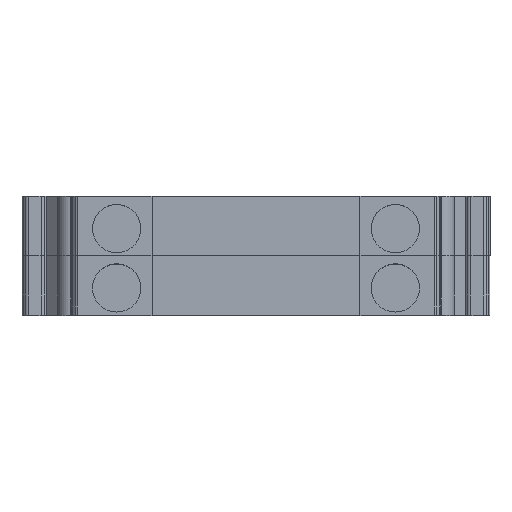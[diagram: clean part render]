
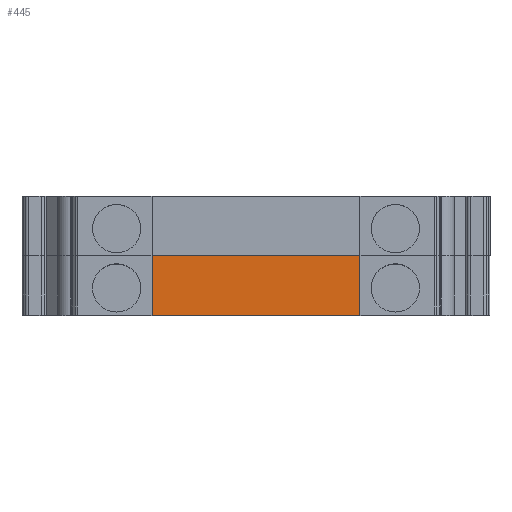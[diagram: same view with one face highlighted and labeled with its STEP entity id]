
A CAD part, top view. The second image highlights one B-rep face of the part: STEP entity #445.
In plain terms, the highlighted planar face has unit normal (0, 0, 1).
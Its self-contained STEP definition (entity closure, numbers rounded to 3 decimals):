
#445 = ADVANCED_FACE( '', ( #969 ), #970, .F. );
#969 = FACE_OUTER_BOUND( '', #1573, .T. );
#970 = PLANE( '', #1574 );
#1573 = EDGE_LOOP( '', ( #2885, #2886, #2887, #2888 ) );
#1574 = AXIS2_PLACEMENT_3D( '', #2889, #2890, #2891 );
#2885 = ORIENTED_EDGE( '', *, *, #4267, .T. );
#2886 = ORIENTED_EDGE( '', *, *, #4268, .F. );
#2887 = ORIENTED_EDGE( '', *, *, #3814, .F. );
#2888 = ORIENTED_EDGE( '', *, *, #4001, .T. );
#2889 = CARTESIAN_POINT( '', ( 13.5, 8., 14.644 ) );
#2890 = DIRECTION( '', ( 0., 0., -1. ) );
#2891 = DIRECTION( '', ( -1., 0., 0. ) );
#3814 = EDGE_CURVE( '', #4637, #4639, #4640, .T. );
#4001 = EDGE_CURVE( '', #4637, #4975, #4977, .T. );
#4267 = EDGE_CURVE( '', #4975, #5345, #5346, .T. );
#4268 = EDGE_CURVE( '', #4639, #5345, #5347, .T. );
#4637 = VERTEX_POINT( '', #5804 );
#4639 = VERTEX_POINT( '', #5807 );
#4640 = LINE( '', #5808, #5809 );
#4975 = VERTEX_POINT( '', #6251 );
#4977 = LINE( '', #6254, #6255 );
#5345 = VERTEX_POINT( '', #6771 );
#5346 = LINE( '', #6772, #6773 );
#5347 = LINE( '', #6774, #6775 );
#5804 = CARTESIAN_POINT( '', ( -14., 8., 14.644 ) );
#5807 = CARTESIAN_POINT( '', ( 14., 8., 14.644 ) );
#5808 = CARTESIAN_POINT( '', ( -14., 8., 14.644 ) );
#5809 = VECTOR( '', #7226, 1000. );
#6251 = CARTESIAN_POINT( '', ( -14., 0., 14.644 ) );
#6254 = CARTESIAN_POINT( '', ( -14., 8., 14.644 ) );
#6255 = VECTOR( '', #7533, 1000. );
#6771 = CARTESIAN_POINT( '', ( 14., 0., 14.644 ) );
#6772 = CARTESIAN_POINT( '', ( 13.5, 0., 14.644 ) );
#6773 = VECTOR( '', #7787, 1000. );
#6774 = CARTESIAN_POINT( '', ( 14., 8., 14.644 ) );
#6775 = VECTOR( '', #7788, 1000. );
#7226 = DIRECTION( '', ( 1., 0., 0. ) );
#7533 = DIRECTION( '', ( 0., -1., 0. ) );
#7787 = DIRECTION( '', ( 1., 0., 0. ) );
#7788 = DIRECTION( '', ( 0., -1., 0. ) );
